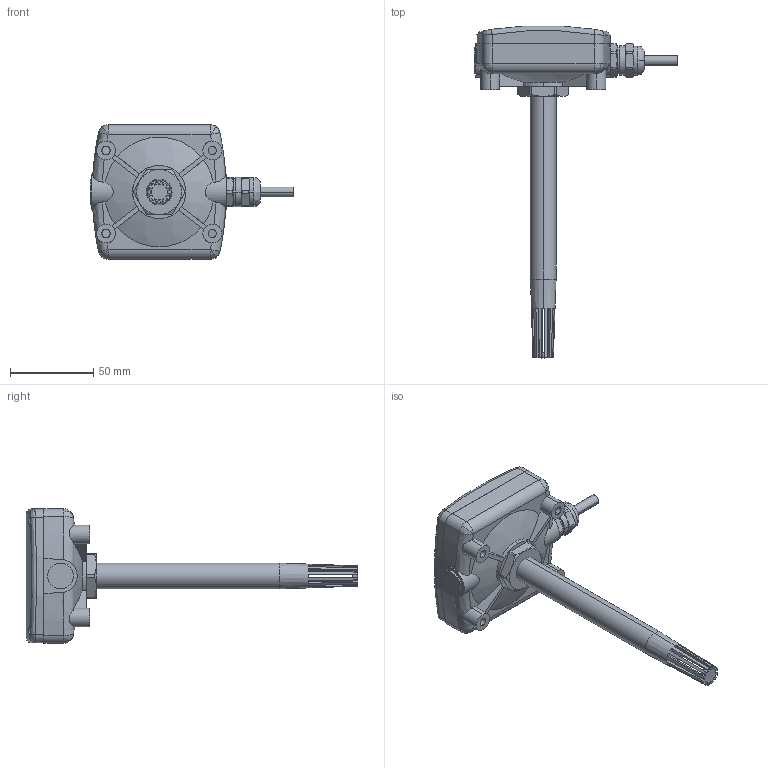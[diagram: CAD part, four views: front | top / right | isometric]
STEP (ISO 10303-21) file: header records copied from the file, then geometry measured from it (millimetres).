
FILE_DESCRIPTION (( 'STEP AP214' ), '1' );
FILE_NAME ('SRTH100-2001E-6501_3D.STEP', '2022-03-11T16:39:02', ( '' ), ( '' ), 'SwSTEP 2.0', 'SolidWorks 2021', '' );
FILE_SCHEMA (( 'AUTOMOTIVE_DESIGN' ));
Length unit declared in the file: inch
Products named in the file (8): SRTH100-2001E-6501_3D; SG; DT; M16X1_5FANGSHUIJT; JT; XG; TG; 1
Assembly tree (7 placements, depth 2):
  SRTH100-2001E-6501_3D
    XG
    SG
    JT
    TG
    DT
    M16X1_5FANGSHUIJT
    1
Bounding box: 122.5 x 199.73 x 81 mm (x, y, z)
Volume: 27024.3 mm3; surface area: 63512.3 mm2
Topology: 5 solids, 9 shells, 428 faces, 1225 edges, 785 vertices
Faces by surface type: cylinder 186, plane 139, bspline 59, cone 44
Entity records: 20706 total; most frequent: CARTESIAN_POINT 9696, ORIENTED_EDGE 2400, DIRECTION 2086, EDGE_CURVE 1208, AXIS2_PLACEMENT_3D 827, VERTEX_POINT 785, EDGE_LOOP 467, CIRCLE 447
